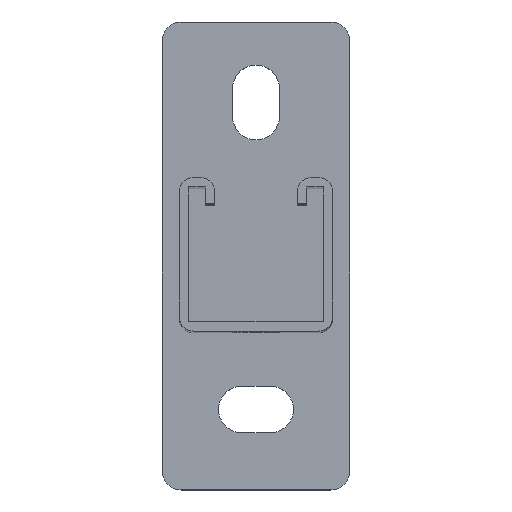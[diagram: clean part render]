
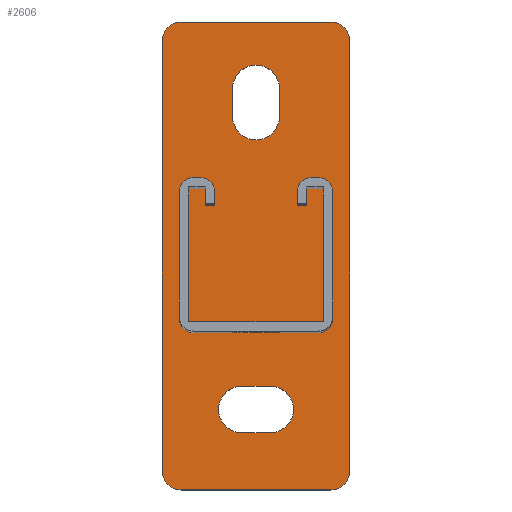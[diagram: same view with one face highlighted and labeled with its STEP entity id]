
A CAD part, top view. The second image highlights one B-rep face of the part: STEP entity #2606.
In plain terms, the highlighted planar face has unit normal (0, 0, 1).
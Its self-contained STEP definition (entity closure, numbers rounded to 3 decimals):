
#253 = ORIENTED_EDGE ( 'NONE', *, *, #12190, .F. ) ;
#333 = DIRECTION ( 'NONE',  ( 0., 0., 1. ) ) ;
#338 = CARTESIAN_POINT ( 'NONE',  ( -6.25, 37.25, 0. ) ) ;
#356 = DIRECTION ( 'NONE',  ( 1., 0., 0. ) ) ;
#524 = DIRECTION ( 'NONE',  ( 1., 0., 0. ) ) ;
#699 = DIRECTION ( 'NONE',  ( 1., 0., 0. ) ) ;
#739 = VERTEX_POINT ( 'NONE', #772 ) ;
#767 = LINE ( 'NONE', #1601, #11161 ) ;
#772 = CARTESIAN_POINT ( 'NONE',  ( 20., 62.5, 0. ) ) ;
#981 = VERTEX_POINT ( 'NONE', #5192 ) ;
#1075 = DIRECTION ( 'NONE',  ( 0., 0., 1. ) ) ;
#1091 = VERTEX_POINT ( 'NONE', #5591 ) ;
#1125 = DIRECTION ( 'NONE',  ( 1., 0., 0. ) ) ;
#1216 = AXIS2_PLACEMENT_3D ( 'NONE', #14653, #333, #1613 ) ;
#1304 = CARTESIAN_POINT ( 'NONE',  ( -25., 62.5, 0. ) ) ;
#1352 = AXIS2_PLACEMENT_3D ( 'NONE', #3232, #3459, #699 ) ;
#1480 = CIRCLE ( 'NONE', #6738, 5. ) ;
#1561 = CARTESIAN_POINT ( 'NONE',  ( 0., 44.75, 0. ) ) ;
#1601 = CARTESIAN_POINT ( 'NONE',  ( -6.25, 44.75, 0. ) ) ;
#1613 = DIRECTION ( 'NONE',  ( 1., 0., 0. ) ) ;
#1788 = ORIENTED_EDGE ( 'NONE', *, *, #15620, .F. ) ;
#1860 = AXIS2_PLACEMENT_3D ( 'NONE', #11110, #3278, #524 ) ;
#1866 = CIRCLE ( 'NONE', #8645, 5. ) ;
#1966 = VERTEX_POINT ( 'NONE', #16274 ) ;
#2146 = VERTEX_POINT ( 'NONE', #12552 ) ;
#2311 = VERTEX_POINT ( 'NONE', #6702 ) ;
#2319 = ORIENTED_EDGE ( 'NONE', *, *, #16597, .F. ) ;
#2356 = ORIENTED_EDGE ( 'NONE', *, *, #8440, .T. ) ;
#2453 = AXIS2_PLACEMENT_3D ( 'NONE', #10719, #13355, #356 ) ;
#2469 = VECTOR ( 'NONE', #10816, 1000. ) ;
#2550 = ORIENTED_EDGE ( 'NONE', *, *, #15776, .T. ) ;
#2606 = ADVANCED_FACE ( 'NONE', ( #9989, #3013, #6741 ), #16146, .T. ) ;
#2734 = CARTESIAN_POINT ( 'NONE',  ( 25., -57.5, 0. ) ) ;
#2995 = DIRECTION ( 'NONE',  ( 0., 1., 0. ) ) ;
#3013 = FACE_BOUND ( 'NONE', #9854, .T. ) ;
#3232 = CARTESIAN_POINT ( 'NONE',  ( 3.75, -41., 0. ) ) ;
#3248 = CIRCLE ( 'NONE', #9896, 5. ) ;
#3278 = DIRECTION ( 'NONE',  ( 0., 0., 1. ) ) ;
#3323 = CIRCLE ( 'NONE', #9289, 6.25 ) ;
#3459 = DIRECTION ( 'NONE',  ( 0., 0., 1. ) ) ;
#4322 = VERTEX_POINT ( 'NONE', #8170 ) ;
#4450 = CARTESIAN_POINT ( 'NONE',  ( 10., -41., 0. ) ) ;
#4464 = DIRECTION ( 'NONE',  ( -1., 0., 0. ) ) ;
#4861 = DIRECTION ( 'NONE',  ( 1., 0., 0. ) ) ;
#5152 = ORIENTED_EDGE ( 'NONE', *, *, #9403, .F. ) ;
#5160 = CARTESIAN_POINT ( 'NONE',  ( 20., -62.5, 0. ) ) ;
#5192 = CARTESIAN_POINT ( 'NONE',  ( -3.75, -34.75, 0. ) ) ;
#5243 = CARTESIAN_POINT ( 'NONE',  ( -25., -57.5, 0. ) ) ;
#5254 = DIRECTION ( 'NONE',  ( 0., -1., 0. ) ) ;
#5257 = AXIS2_PLACEMENT_3D ( 'NONE', #6931, #6877, #16044 ) ;
#5346 = DIRECTION ( 'NONE',  ( 1., 0., 0. ) ) ;
#5540 = DIRECTION ( 'NONE',  ( 0., 0., 1. ) ) ;
#5591 = CARTESIAN_POINT ( 'NONE',  ( -20., 62.5, 0. ) ) ;
#5653 = CARTESIAN_POINT ( 'NONE',  ( 6.25, 37.25, 0. ) ) ;
#5671 = CARTESIAN_POINT ( 'NONE',  ( 25., 62.5, 0. ) ) ;
#5717 = VERTEX_POINT ( 'NONE', #16724 ) ;
#5966 = ORIENTED_EDGE ( 'NONE', *, *, #7659, .T. ) ;
#6003 = VECTOR ( 'NONE', #4464, 1000. ) ;
#6142 = LINE ( 'NONE', #12143, #7773 ) ;
#6310 = EDGE_CURVE ( 'NONE', #12013, #15211, #1480, .T. ) ;
#6469 = VERTEX_POINT ( 'NONE', #14543 ) ;
#6516 = EDGE_CURVE ( 'NONE', #15211, #11283, #10466, .T. ) ;
#6670 = ORIENTED_EDGE ( 'NONE', *, *, #12915, .T. ) ;
#6702 = CARTESIAN_POINT ( 'NONE',  ( -25., 57.5, 0. ) ) ;
#6738 = AXIS2_PLACEMENT_3D ( 'NONE', #14256, #10359, #11600 ) ;
#6741 = FACE_OUTER_BOUND ( 'NONE', #16082, .T. ) ;
#6877 = DIRECTION ( 'NONE',  ( 0., 0., 1. ) ) ;
#6931 = CARTESIAN_POINT ( 'NONE',  ( 20., 57.5, 0. ) ) ;
#7307 = VERTEX_POINT ( 'NONE', #5653 ) ;
#7394 = EDGE_CURVE ( 'NONE', #11327, #11181, #16764, .T. ) ;
#7430 = ORIENTED_EDGE ( 'NONE', *, *, #7394, .F. ) ;
#7437 = CARTESIAN_POINT ( 'NONE',  ( 3.75, -47.25, 0. ) ) ;
#7659 = EDGE_CURVE ( 'NONE', #1091, #2311, #3248, .T. ) ;
#7773 = VECTOR ( 'NONE', #2995, 1000. ) ;
#7866 = ORIENTED_EDGE ( 'NONE', *, *, #14081, .F. ) ;
#8129 = DIRECTION ( 'NONE',  ( 1., 0., 0. ) ) ;
#8170 = CARTESIAN_POINT ( 'NONE',  ( 3.75, -34.75, 0. ) ) ;
#8440 = EDGE_CURVE ( 'NONE', #1966, #12013, #9971, .T. ) ;
#8645 = AXIS2_PLACEMENT_3D ( 'NONE', #11983, #5540, #8129 ) ;
#8771 = LINE ( 'NONE', #10825, #14082 ) ;
#8831 = VERTEX_POINT ( 'NONE', #338 ) ;
#8938 = VECTOR ( 'NONE', #4861, 1000. ) ;
#9126 = CIRCLE ( 'NONE', #2453, 6.25 ) ;
#9280 = DIRECTION ( 'NONE',  ( 0., 0., 1. ) ) ;
#9289 = AXIS2_PLACEMENT_3D ( 'NONE', #1561, #9280, #10586 ) ;
#9341 = ORIENTED_EDGE ( 'NONE', *, *, #12342, .T. ) ;
#9403 = EDGE_CURVE ( 'NONE', #6469, #8831, #767, .T. ) ;
#9533 = DIRECTION ( 'NONE',  ( 1., 0., 0. ) ) ;
#9854 = EDGE_LOOP ( 'NONE', ( #253, #7866, #2319, #5152 ) ) ;
#9896 = AXIS2_PLACEMENT_3D ( 'NONE', #13003, #10482, #5346 ) ;
#9939 = LINE ( 'NONE', #1304, #15869 ) ;
#9971 = LINE ( 'NONE', #13413, #12829 ) ;
#9989 = FACE_BOUND ( 'NONE', #10712, .T. ) ;
#10173 = EDGE_CURVE ( 'NONE', #11181, #4322, #9126, .T. ) ;
#10359 = DIRECTION ( 'NONE',  ( 0., 0., 1. ) ) ;
#10466 = LINE ( 'NONE', #5671, #2469 ) ;
#10482 = DIRECTION ( 'NONE',  ( 0., 0., 1. ) ) ;
#10586 = DIRECTION ( 'NONE',  ( 1., 0., 0. ) ) ;
#10712 = EDGE_LOOP ( 'NONE', ( #14128, #12370, #13655, #7430, #1788 ) ) ;
#10719 = CARTESIAN_POINT ( 'NONE',  ( 3.75, -41., 0. ) ) ;
#10770 = DIRECTION ( 'NONE',  ( -1., 0., 0. ) ) ;
#10816 = DIRECTION ( 'NONE',  ( 0., 1., 0. ) ) ;
#10825 = CARTESIAN_POINT ( 'NONE',  ( -3.75, -34.75, 0. ) ) ;
#10880 = ORIENTED_EDGE ( 'NONE', *, *, #6516, .T. ) ;
#11049 = ORIENTED_EDGE ( 'NONE', *, *, #6310, .T. ) ;
#11110 = CARTESIAN_POINT ( 'NONE',  ( 0., 0., 0. ) ) ;
#11161 = VECTOR ( 'NONE', #14580, 1000. ) ;
#11181 = VERTEX_POINT ( 'NONE', #4450 ) ;
#11283 = VERTEX_POINT ( 'NONE', #16495 ) ;
#11327 = VERTEX_POINT ( 'NONE', #7437 ) ;
#11501 = CIRCLE ( 'NONE', #1216, 6.25 ) ;
#11600 = DIRECTION ( 'NONE',  ( 1., 0., 0. ) ) ;
#11607 = VERTEX_POINT ( 'NONE', #5243 ) ;
#11983 = CARTESIAN_POINT ( 'NONE',  ( -20., -57.5, 0. ) ) ;
#12013 = VERTEX_POINT ( 'NONE', #5160 ) ;
#12143 = CARTESIAN_POINT ( 'NONE',  ( 6.25, 44.75, 0. ) ) ;
#12190 = EDGE_CURVE ( 'NONE', #5717, #6469, #3323, .T. ) ;
#12342 = EDGE_CURVE ( 'NONE', #739, #1091, #14999, .T. ) ;
#12370 = ORIENTED_EDGE ( 'NONE', *, *, #14701, .F. ) ;
#12552 = CARTESIAN_POINT ( 'NONE',  ( -3.75, -47.25, 0. ) ) ;
#12829 = VECTOR ( 'NONE', #9533, 1000. ) ;
#12915 = EDGE_CURVE ( 'NONE', #11607, #1966, #1866, .T. ) ;
#13003 = CARTESIAN_POINT ( 'NONE',  ( -20., 57.5, 0. ) ) ;
#13007 = LINE ( 'NONE', #16732, #8938 ) ;
#13355 = DIRECTION ( 'NONE',  ( 0., 0., 1. ) ) ;
#13413 = CARTESIAN_POINT ( 'NONE',  ( -25., -62.5, 0. ) ) ;
#13655 = ORIENTED_EDGE ( 'NONE', *, *, #10173, .F. ) ;
#13683 = CIRCLE ( 'NONE', #16734, 6.25 ) ;
#13774 = ORIENTED_EDGE ( 'NONE', *, *, #14088, .T. ) ;
#14081 = EDGE_CURVE ( 'NONE', #7307, #5717, #6142, .T. ) ;
#14082 = VECTOR ( 'NONE', #10770, 1000. ) ;
#14088 = EDGE_CURVE ( 'NONE', #11283, #739, #15727, .T. ) ;
#14097 = CARTESIAN_POINT ( 'NONE',  ( -3.75, -41., 0. ) ) ;
#14128 = ORIENTED_EDGE ( 'NONE', *, *, #14413, .F. ) ;
#14256 = CARTESIAN_POINT ( 'NONE',  ( 20., -57.5, 0. ) ) ;
#14413 = EDGE_CURVE ( 'NONE', #981, #2146, #13683, .T. ) ;
#14543 = CARTESIAN_POINT ( 'NONE',  ( -6.25, 44.75, 0. ) ) ;
#14580 = DIRECTION ( 'NONE',  ( 0., -1., 0. ) ) ;
#14653 = CARTESIAN_POINT ( 'NONE',  ( 0., 37.25, 0. ) ) ;
#14701 = EDGE_CURVE ( 'NONE', #4322, #981, #8771, .T. ) ;
#14999 = LINE ( 'NONE', #16171, #6003 ) ;
#15211 = VERTEX_POINT ( 'NONE', #2734 ) ;
#15620 = EDGE_CURVE ( 'NONE', #2146, #11327, #13007, .T. ) ;
#15727 = CIRCLE ( 'NONE', #5257, 5. ) ;
#15776 = EDGE_CURVE ( 'NONE', #2311, #11607, #9939, .T. ) ;
#15869 = VECTOR ( 'NONE', #5254, 1000. ) ;
#16044 = DIRECTION ( 'NONE',  ( 1., 0., 0. ) ) ;
#16082 = EDGE_LOOP ( 'NONE', ( #2550, #6670, #2356, #11049, #10880, #13774, #9341, #5966 ) ) ;
#16146 = PLANE ( 'NONE',  #1860 ) ;
#16171 = CARTESIAN_POINT ( 'NONE',  ( -25., 62.5, 0. ) ) ;
#16274 = CARTESIAN_POINT ( 'NONE',  ( -20., -62.5, 0. ) ) ;
#16495 = CARTESIAN_POINT ( 'NONE',  ( 25., 57.5, 0. ) ) ;
#16597 = EDGE_CURVE ( 'NONE', #8831, #7307, #11501, .T. ) ;
#16724 = CARTESIAN_POINT ( 'NONE',  ( 6.25, 44.75, 0. ) ) ;
#16732 = CARTESIAN_POINT ( 'NONE',  ( -3.75, -47.25, 0. ) ) ;
#16734 = AXIS2_PLACEMENT_3D ( 'NONE', #14097, #1075, #1125 ) ;
#16764 = CIRCLE ( 'NONE', #1352, 6.25 ) ;
